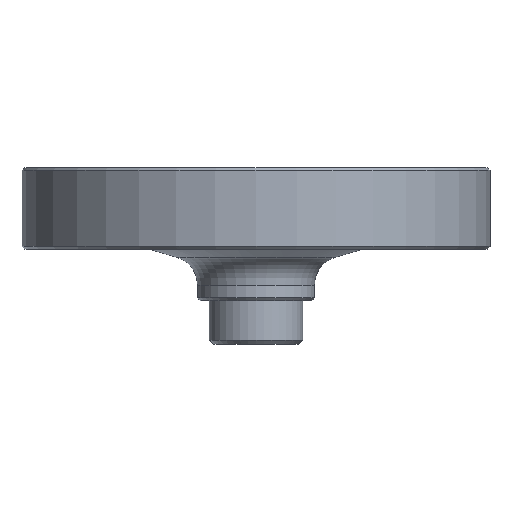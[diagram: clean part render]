
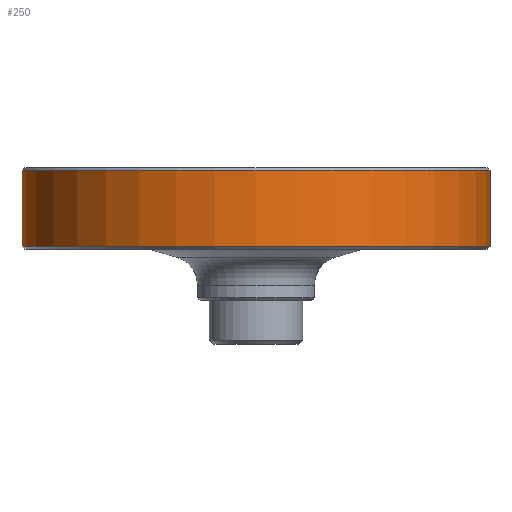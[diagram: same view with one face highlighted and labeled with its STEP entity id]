
A CAD part, front view. The second image highlights one B-rep face of the part: STEP entity #250.
In plain terms, the highlighted cylindrical face has radius 80 mm (diameter 160 mm), a full revolution.
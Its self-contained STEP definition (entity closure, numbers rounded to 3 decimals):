
#250 = ADVANCED_FACE( '', ( #600, #601 ), #602, .T. );
#600 = FACE_OUTER_BOUND( '', #1058, .T. );
#601 = FACE_OUTER_BOUND( '', #1059, .T. );
#602 = CYLINDRICAL_SURFACE( '', #1060, 80. );
#1058 = EDGE_LOOP( '', ( #1918 ) );
#1059 = EDGE_LOOP( '', ( #1919 ) );
#1060 = AXIS2_PLACEMENT_3D( '', #1920, #1921, #1922 );
#1918 = ORIENTED_EDGE( '', *, *, #2970, .T. );
#1919 = ORIENTED_EDGE( '', *, *, #2971, .T. );
#1920 = CARTESIAN_POINT( '', ( 0., 0., 57.15 ) );
#1921 = DIRECTION( '', ( 0., 0., -1. ) );
#1922 = DIRECTION( '', ( 1., 0., 0. ) );
#2970 = EDGE_CURVE( '', #3568, #3568, #3569, .T. );
#2971 = EDGE_CURVE( '', #3570, #3570, #3571, .T. );
#3568 = VERTEX_POINT( '', #4337 );
#3569 = CIRCLE( '', #4338, 80. );
#3570 = VERTEX_POINT( '', #4339 );
#3571 = CIRCLE( '', #4340, 80. );
#4337 = CARTESIAN_POINT( '', ( 80., 0., 18.5 ) );
#4338 = AXIS2_PLACEMENT_3D( '', #5301, #5302, #5303 );
#4339 = CARTESIAN_POINT( '', ( -80., 0., 44.5 ) );
#4340 = AXIS2_PLACEMENT_3D( '', #5304, #5305, #5306 );
#5301 = CARTESIAN_POINT( '', ( 0., 0., 18.5 ) );
#5302 = DIRECTION( '', ( 0., 0., 1. ) );
#5303 = DIRECTION( '', ( 1., 0., 0. ) );
#5304 = CARTESIAN_POINT( '', ( 0., 0., 44.5 ) );
#5305 = DIRECTION( '', ( 0., 0., -1. ) );
#5306 = DIRECTION( '', ( -1., 0., 0. ) );
